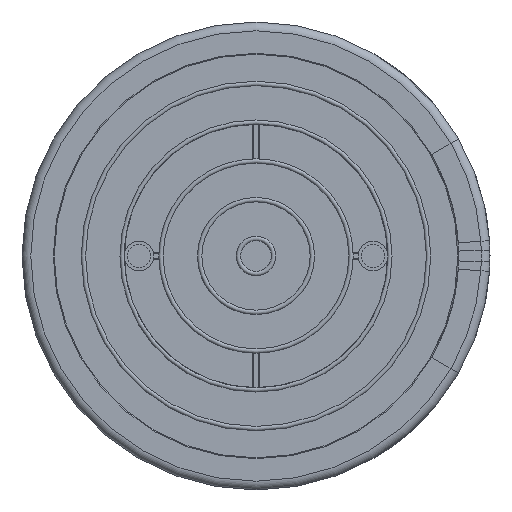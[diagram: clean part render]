
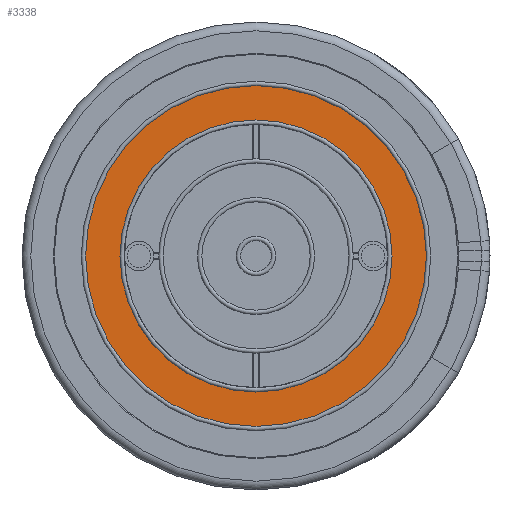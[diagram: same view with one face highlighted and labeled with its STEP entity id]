
A CAD part, front view. The second image highlights one B-rep face of the part: STEP entity #3338.
In plain terms, the highlighted planar face has unit normal (0, -1, 0).
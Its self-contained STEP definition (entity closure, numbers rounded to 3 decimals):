
#68=FACE_BOUND('',#513,.T.);
#247=PLANE('',#3708);
#366=FACE_OUTER_BOUND('',#512,.T.);
#512=EDGE_LOOP('',(#2998,#2999));
#513=EDGE_LOOP('',(#3000,#3001));
#1023=CIRCLE('',#3673,5.825);
#1024=CIRCLE('',#3674,5.825);
#1049=CIRCLE('',#3706,4.65);
#1050=CIRCLE('',#3707,4.65);
#1459=VERTEX_POINT('',#6584);
#1460=VERTEX_POINT('',#6585);
#1482=VERTEX_POINT('',#6644);
#1483=VERTEX_POINT('',#6645);
#1970=EDGE_CURVE('',#1459,#1460,#1023,.T.);
#1971=EDGE_CURVE('',#1460,#1459,#1024,.T.);
#2000=EDGE_CURVE('',#1482,#1483,#1049,.T.);
#2001=EDGE_CURVE('',#1483,#1482,#1050,.T.);
#2998=ORIENTED_EDGE('',*,*,#1970,.T.);
#2999=ORIENTED_EDGE('',*,*,#1971,.T.);
#3000=ORIENTED_EDGE('',*,*,#2000,.T.);
#3001=ORIENTED_EDGE('',*,*,#2001,.T.);
#3338=ADVANCED_FACE('',(#366,#68),#247,.T.);
#3673=AXIS2_PLACEMENT_3D('',#6586,#4461,#4462);
#3674=AXIS2_PLACEMENT_3D('',#6587,#4463,#4464);
#3706=AXIS2_PLACEMENT_3D('',#6646,#4531,#4532);
#3707=AXIS2_PLACEMENT_3D('',#6647,#4533,#4534);
#3708=AXIS2_PLACEMENT_3D('',#6649,#4536,#4537);
#4461=DIRECTION('center_axis',(0.,-1.,0.));
#4462=DIRECTION('ref_axis',(-1.,0.,0.));
#4463=DIRECTION('center_axis',(0.,-1.,0.));
#4464=DIRECTION('ref_axis',(-1.,0.,0.));
#4531=DIRECTION('center_axis',(0.,1.,0.));
#4532=DIRECTION('ref_axis',(-1.,0.,0.));
#4533=DIRECTION('center_axis',(0.,1.,0.));
#4534=DIRECTION('ref_axis',(-1.,0.,0.));
#4536=DIRECTION('center_axis',(0.,-1.,0.));
#4537=DIRECTION('ref_axis',(0.,0.,-1.));
#6584=CARTESIAN_POINT('',(-5.825,0.1,0.));
#6585=CARTESIAN_POINT('',(5.825,0.1,0.));
#6586=CARTESIAN_POINT('Origin',(0.,0.1,0.));
#6587=CARTESIAN_POINT('Origin',(0.,0.1,0.));
#6644=CARTESIAN_POINT('',(-4.65,0.1,0.));
#6645=CARTESIAN_POINT('',(4.65,0.1,0.));
#6646=CARTESIAN_POINT('Origin',(0.,0.1,0.));
#6647=CARTESIAN_POINT('Origin',(0.,0.1,0.));
#6649=CARTESIAN_POINT('Origin',(0.,0.1,0.));
